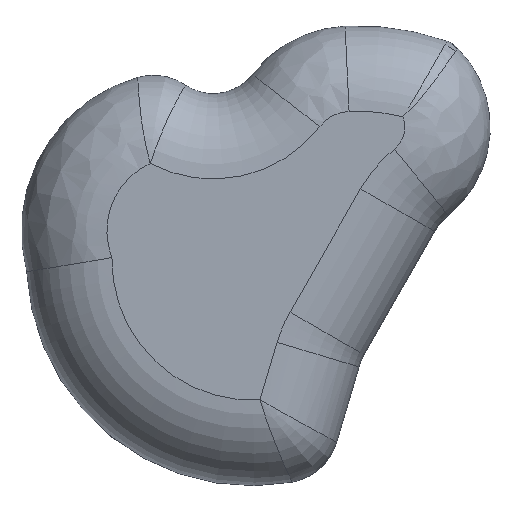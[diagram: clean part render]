
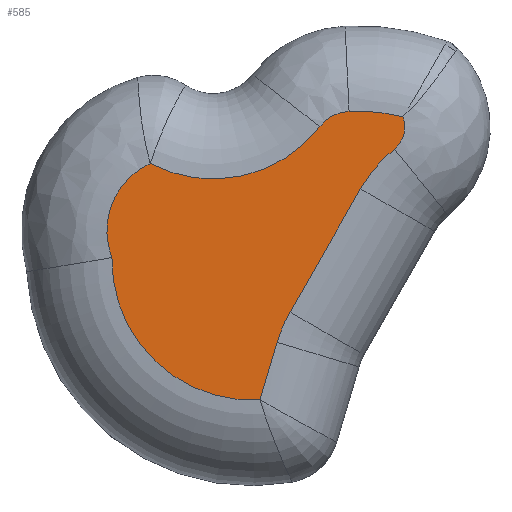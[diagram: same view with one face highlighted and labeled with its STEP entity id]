
A CAD part, top view. The second image highlights one B-rep face of the part: STEP entity #585.
In plain terms, the highlighted planar face has unit normal (0, 0, 1).
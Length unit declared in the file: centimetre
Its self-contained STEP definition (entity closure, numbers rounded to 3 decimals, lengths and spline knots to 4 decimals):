
#18=PLANE('',#678);
#32=LINE('',#1653,#53);
#33=LINE('',#1664,#54);
#53=VECTOR('',#800,1.);
#54=VECTOR('',#813,1.);
#132=FACE_OUTER_BOUND('',#173,.T.);
#173=EDGE_LOOP('',(#529,#530,#531,#532,#533,#534,#535,#536,#537,#538));
#221=CIRCLE('',#649,4.9178);
#222=CIRCLE('',#650,2.6021);
#225=CIRCLE('',#655,5.);
#229=CIRCLE('',#661,5.);
#231=CIRCLE('',#663,0.9823);
#234=CIRCLE('',#667,6.4451);
#236=CIRCLE('',#669,1.3763);
#237=CIRCLE('',#671,4.7337);
#269=VERTEX_POINT('',#1342);
#270=VERTEX_POINT('',#1441);
#272=VERTEX_POINT('',#1580);
#273=VERTEX_POINT('',#1616);
#275=VERTEX_POINT('',#1651);
#277=VERTEX_POINT('',#1656);
#279=VERTEX_POINT('',#1662);
#281=VERTEX_POINT('',#1668);
#282=VERTEX_POINT('',#1690);
#283=VERTEX_POINT('',#1702);
#342=EDGE_CURVE('',#272,#273,#221,.T.);
#344=EDGE_CURVE('',#273,#269,#222,.T.);
#347=EDGE_CURVE('',#275,#272,#32,.T.);
#349=EDGE_CURVE('',#277,#275,#225,.T.);
#352=EDGE_CURVE('',#279,#277,#33,.T.);
#355=EDGE_CURVE('',#281,#279,#229,.T.);
#357=EDGE_CURVE('',#270,#281,#231,.T.);
#360=EDGE_CURVE('',#282,#270,#234,.T.);
#362=EDGE_CURVE('',#283,#282,#236,.T.);
#363=EDGE_CURVE('',#269,#283,#237,.T.);
#529=ORIENTED_EDGE('',*,*,#342,.F.);
#530=ORIENTED_EDGE('',*,*,#347,.F.);
#531=ORIENTED_EDGE('',*,*,#349,.F.);
#532=ORIENTED_EDGE('',*,*,#352,.F.);
#533=ORIENTED_EDGE('',*,*,#355,.F.);
#534=ORIENTED_EDGE('',*,*,#357,.F.);
#535=ORIENTED_EDGE('',*,*,#360,.F.);
#536=ORIENTED_EDGE('',*,*,#362,.F.);
#537=ORIENTED_EDGE('',*,*,#363,.F.);
#538=ORIENTED_EDGE('',*,*,#344,.F.);
#585=ADVANCED_FACE('',(#132),#18,.T.);
#649=AXIS2_PLACEMENT_3D('',#1617,#791,#792);
#650=AXIS2_PLACEMENT_3D('',#1647,#793,#794);
#655=AXIS2_PLACEMENT_3D('',#1658,#805,#806);
#661=AXIS2_PLACEMENT_3D('',#1670,#819,#820);
#663=AXIS2_PLACEMENT_3D('',#1687,#823,#824);
#667=AXIS2_PLACEMENT_3D('',#1692,#831,#832);
#669=AXIS2_PLACEMENT_3D('',#1704,#835,#836);
#671=AXIS2_PLACEMENT_3D('',#1706,#839,#840);
#678=AXIS2_PLACEMENT_3D('',#1718,#858,#859);
#791=DIRECTION('center_axis',(0.,0.,-1.));
#792=DIRECTION('ref_axis',(-0.621,-0.784,0.));
#793=DIRECTION('center_axis',(0.,0.,-1.));
#794=DIRECTION('ref_axis',(-0.868,0.496,0.));
#800=DIRECTION('',(-0.285,-0.959,0.));
#805=DIRECTION('center_axis',(0.,0.,1.));
#806=DIRECTION('ref_axis',(-0.919,0.393,0.));
#813=DIRECTION('',(-0.497,-0.868,0.));
#819=DIRECTION('center_axis',(0.,0.,1.));
#820=DIRECTION('ref_axis',(-0.762,0.647,0.));
#823=DIRECTION('center_axis',(0.,0.,-1.));
#824=DIRECTION('ref_axis',(0.998,-0.057,0.));
#831=DIRECTION('center_axis',(0.,0.,-1.));
#832=DIRECTION('ref_axis',(0.145,0.989,0.));
#835=DIRECTION('center_axis',(0.,0.,-1.));
#836=DIRECTION('ref_axis',(-0.462,0.887,0.));
#839=DIRECTION('center_axis',(0.,0.,1.));
#840=DIRECTION('ref_axis',(0.157,-0.988,0.));
#858=DIRECTION('center_axis',(0.,0.,1.));
#859=DIRECTION('ref_axis',(1.,0.,0.));
#1342=CARTESIAN_POINT('',(3.3357,-21.2049,10.));
#1441=CARTESIAN_POINT('',(12.1967,-19.5697,10.));
#1580=CARTESIAN_POINT('',(7.1893,-29.5017,10.));
#1616=CARTESIAN_POINT('',(1.9902,-24.5106,10.));
#1617=CARTESIAN_POINT('Origin',(6.9073,-24.592,10.));
#1647=CARTESIAN_POINT('Origin',(4.417,-23.5717,10.));
#1651=CARTESIAN_POINT('',(7.7872,-27.4878,10.));
#1653=CARTESIAN_POINT('',(7.7803,-27.511,10.));
#1656=CARTESIAN_POINT('',(8.2406,-26.4278,10.));
#1658=CARTESIAN_POINT('Origin',(12.5805,-28.9108,10.));
#1662=CARTESIAN_POINT('',(10.7167,-22.0998,10.));
#1664=CARTESIAN_POINT('',(8.5209,-25.9378,10.));
#1668=CARTESIAN_POINT('',(11.9052,-20.7009,10.));
#1670=CARTESIAN_POINT('Origin',(15.0566,-24.5828,10.));
#1687=CARTESIAN_POINT('Origin',(11.2861,-19.9383,10.));
#1690=CARTESIAN_POINT('',(10.3156,-19.3796,10.));
#1692=CARTESIAN_POINT('Origin',(10.6152,-25.8178,10.));
#1702=CARTESIAN_POINT('',(9.2906,-19.9129,10.));
#1704=CARTESIAN_POINT('Origin',(10.3796,-20.7544,10.));
#1706=CARTESIAN_POINT('Origin',(5.5449,-17.0183,10.));
#1718=CARTESIAN_POINT('Origin',(7.0417,-24.4412,10.));
